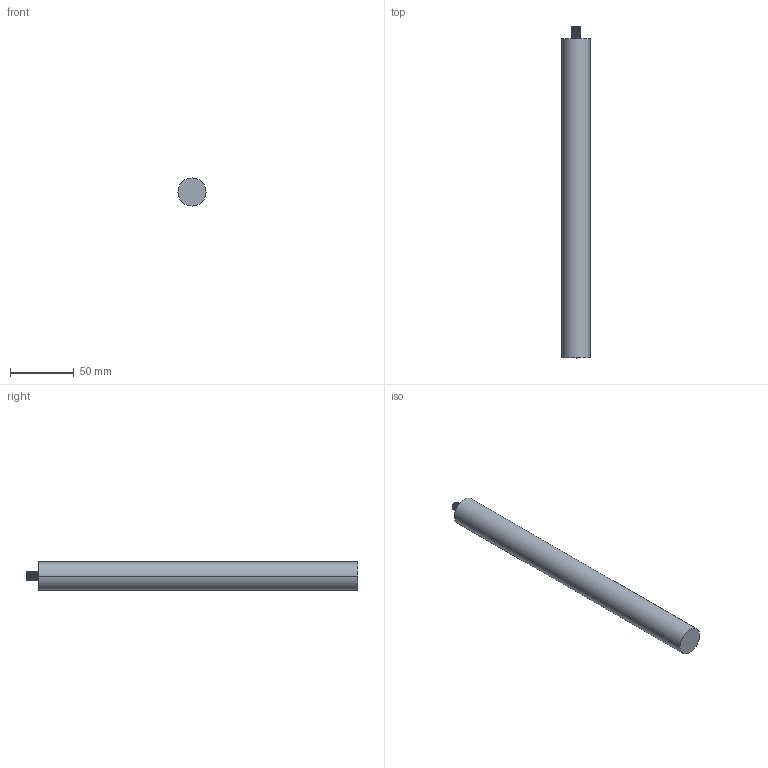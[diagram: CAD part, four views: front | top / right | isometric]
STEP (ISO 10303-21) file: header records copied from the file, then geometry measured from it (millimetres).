
FILE_DESCRIPTION((''),'2;1');
FILE_NAME('MG-ANODE','2024-09-17T11:53:51',('hasan'),(''),'CREO PARAMETRIC BY PTC INC, 2024063','CREO PARAMETRIC BY PTC INC, 2024063','');
FILE_SCHEMA(('CONFIG_CONTROL_DESIGN'));
Length unit declared in the file: millimetre
Products named in the file (1): MG-ANODE
Bounding box: 22 x 260 x 22 mm (x, y, z)
Volume: 95317.1 mm3; surface area: 18344.9 mm2
Topology: 1 solids, 1 shells, 37 faces, 98 edges, 64 vertices
Faces by surface type: cylinder 22, bspline 12, plane 3
Entity records: 3188 total; most frequent: CARTESIAN_POINT 2377, ORIENTED_EDGE 196, EDGE_CURVE 98, DIRECTION 96, VERTEX_POINT 64, B_SPLINE_CURVE_WITH_KNOTS 60, EDGE_LOOP 38, FACE_OUTER_BOUND 37
